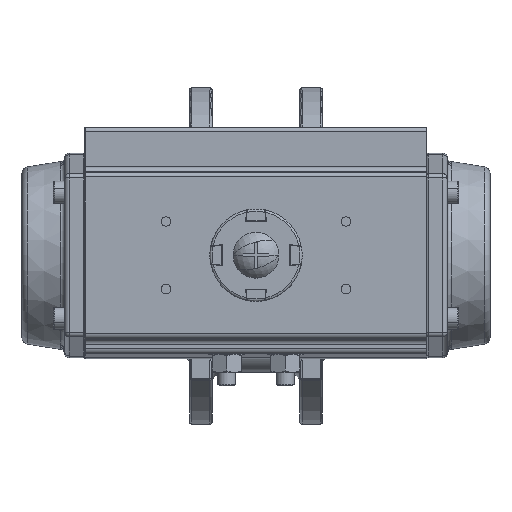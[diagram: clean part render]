
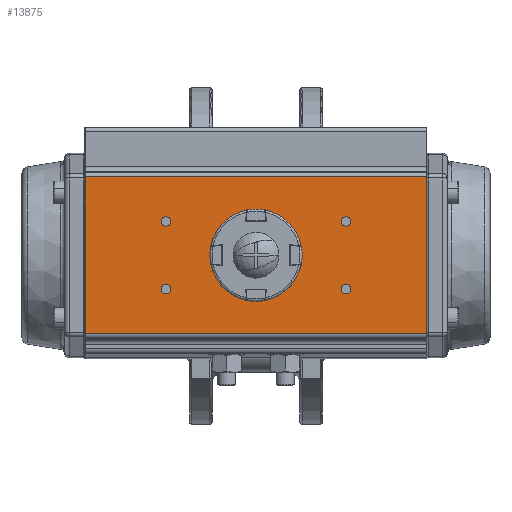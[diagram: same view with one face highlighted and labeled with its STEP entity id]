
A CAD part, top view. The second image highlights one B-rep face of the part: STEP entity #13875.
In plain terms, the highlighted planar face has unit normal (0, 0, 1).
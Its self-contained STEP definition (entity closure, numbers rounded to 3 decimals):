
#13736=CARTESIAN_POINT('',(76.,-34.843,187.));
#13737=DIRECTION('',(-0.,0.,-1.));
#13738=DIRECTION('',(-0.,1.,0.));
#13739=AXIS2_PLACEMENT_3D('',#13736,#13737,#13738);
#13740=PLANE('',#13739);
#13741=CARTESIAN_POINT('',(-37.9,-15.,187.));
#13742=VERTEX_POINT('',#13741);
#13743=CARTESIAN_POINT('',(-42.1,-15.,187.));
#13744=VERTEX_POINT('',#13743);
#13745=CARTESIAN_POINT('',(-40.,-15.,187.));
#13746=DIRECTION('',(0.,0.,1.));
#13747=DIRECTION('',(1.,0.,-0.));
#13748=AXIS2_PLACEMENT_3D('',#13745,#13746,#13747);
#13749=CIRCLE('',#13748,2.1);
#13750=EDGE_CURVE('NONE',#13742,#13744,#13749,.T.);
#13751=ORIENTED_EDGE('',*,*,#13750,.F.);
#13752=CARTESIAN_POINT('',(-40.,-15.,187.));
#13753=DIRECTION('',(0.,0.,1.));
#13754=DIRECTION('',(1.,0.,-0.));
#13755=AXIS2_PLACEMENT_3D('',#13752,#13753,#13754);
#13756=CIRCLE('',#13755,2.1);
#13757=EDGE_CURVE('NONE',#13744,#13742,#13756,.T.);
#13758=ORIENTED_EDGE('',*,*,#13757,.F.);
#13759=EDGE_LOOP('',(#13751,#13758));
#13760=FACE_BOUND('',#13759,.T.);
#13761=CARTESIAN_POINT('',(-37.9,15.,187.));
#13762=VERTEX_POINT('',#13761);
#13763=CARTESIAN_POINT('',(-42.1,15.,187.));
#13764=VERTEX_POINT('',#13763);
#13765=CARTESIAN_POINT('',(-40.,15.,187.));
#13766=DIRECTION('',(0.,0.,1.));
#13767=DIRECTION('',(1.,0.,-0.));
#13768=AXIS2_PLACEMENT_3D('',#13765,#13766,#13767);
#13769=CIRCLE('',#13768,2.1);
#13770=EDGE_CURVE('NONE',#13762,#13764,#13769,.T.);
#13771=ORIENTED_EDGE('',*,*,#13770,.F.);
#13772=CARTESIAN_POINT('',(-40.,15.,187.));
#13773=DIRECTION('',(0.,0.,1.));
#13774=DIRECTION('',(1.,0.,-0.));
#13775=AXIS2_PLACEMENT_3D('',#13772,#13773,#13774);
#13776=CIRCLE('',#13775,2.1);
#13777=EDGE_CURVE('NONE',#13764,#13762,#13776,.T.);
#13778=ORIENTED_EDGE('',*,*,#13777,.F.);
#13779=EDGE_LOOP('',(#13771,#13778));
#13780=FACE_BOUND('',#13779,.T.);
#13781=CARTESIAN_POINT('',(42.1,15.,187.));
#13782=VERTEX_POINT('',#13781);
#13783=CARTESIAN_POINT('',(37.9,15.,187.));
#13784=VERTEX_POINT('',#13783);
#13785=CARTESIAN_POINT('',(40.,15.,187.));
#13786=DIRECTION('',(0.,0.,1.));
#13787=DIRECTION('',(1.,0.,-0.));
#13788=AXIS2_PLACEMENT_3D('',#13785,#13786,#13787);
#13789=CIRCLE('',#13788,2.1);
#13790=EDGE_CURVE('NONE',#13782,#13784,#13789,.T.);
#13791=ORIENTED_EDGE('',*,*,#13790,.F.);
#13792=CARTESIAN_POINT('',(40.,15.,187.));
#13793=DIRECTION('',(0.,0.,1.));
#13794=DIRECTION('',(1.,0.,-0.));
#13795=AXIS2_PLACEMENT_3D('',#13792,#13793,#13794);
#13796=CIRCLE('',#13795,2.1);
#13797=EDGE_CURVE('NONE',#13784,#13782,#13796,.T.);
#13798=ORIENTED_EDGE('',*,*,#13797,.F.);
#13799=EDGE_LOOP('',(#13791,#13798));
#13800=FACE_BOUND('',#13799,.T.);
#13801=CARTESIAN_POINT('',(42.1,-15.,187.));
#13802=VERTEX_POINT('',#13801);
#13803=CARTESIAN_POINT('',(37.9,-15.,187.));
#13804=VERTEX_POINT('',#13803);
#13805=CARTESIAN_POINT('',(40.,-15.,187.));
#13806=DIRECTION('',(0.,0.,1.));
#13807=DIRECTION('',(1.,0.,-0.));
#13808=AXIS2_PLACEMENT_3D('',#13805,#13806,#13807);
#13809=CIRCLE('',#13808,2.1);
#13810=EDGE_CURVE('NONE',#13802,#13804,#13809,.T.);
#13811=ORIENTED_EDGE('',*,*,#13810,.F.);
#13812=CARTESIAN_POINT('',(40.,-15.,187.));
#13813=DIRECTION('',(0.,0.,1.));
#13814=DIRECTION('',(1.,0.,-0.));
#13815=AXIS2_PLACEMENT_3D('',#13812,#13813,#13814);
#13816=CIRCLE('',#13815,2.1);
#13817=EDGE_CURVE('NONE',#13804,#13802,#13816,.T.);
#13818=ORIENTED_EDGE('',*,*,#13817,.F.);
#13819=EDGE_LOOP('',(#13811,#13818));
#13820=FACE_BOUND('',#13819,.T.);
#13821=CARTESIAN_POINT('',(75.845,34.843,187.));
#13822=VERTEX_POINT('',#13821);
#13823=CARTESIAN_POINT('',(-75.845,34.843,187.));
#13824=VERTEX_POINT('',#13823);
#13825=CARTESIAN_POINT('',(75.845,34.843,187.));
#13826=DIRECTION('',(-1.,-0.,0.));
#13827=VECTOR('',#13826,151.689);
#13828=LINE('',#13825,#13827);
#13829=EDGE_CURVE('',#13822,#13824,#13828,.T.);
#13830=ORIENTED_EDGE('',*,*,#13829,.T.);
#13831=CARTESIAN_POINT('',(-75.845,-34.843,187.));
#13832=VERTEX_POINT('',#13831);
#13833=CARTESIAN_POINT('',(-75.845,34.843,187.));
#13834=DIRECTION('',(0.,-1.,-0.));
#13835=VECTOR('',#13834,69.686);
#13836=LINE('',#13833,#13835);
#13837=EDGE_CURVE('',#13824,#13832,#13836,.T.);
#13838=ORIENTED_EDGE('',*,*,#13837,.T.);
#13839=CARTESIAN_POINT('',(75.845,-34.843,187.));
#13840=VERTEX_POINT('',#13839);
#13841=CARTESIAN_POINT('',(75.845,-34.843,187.));
#13842=DIRECTION('',(-1.,-0.,0.));
#13843=VECTOR('',#13842,151.689);
#13844=LINE('',#13841,#13843);
#13845=EDGE_CURVE('',#13840,#13832,#13844,.T.);
#13846=ORIENTED_EDGE('',*,*,#13845,.F.);
#13847=CARTESIAN_POINT('',(75.845,-34.843,187.));
#13848=DIRECTION('',(-0.,1.,0.));
#13849=VECTOR('',#13848,69.686);
#13850=LINE('',#13847,#13849);
#13851=EDGE_CURVE('',#13840,#13822,#13850,.T.);
#13852=ORIENTED_EDGE('',*,*,#13851,.T.);
#13853=EDGE_LOOP('',(#13830,#13838,#13846,#13852));
#13854=FACE_BOUND('',#13853,.T.);
#13855=CARTESIAN_POINT('',(-9.,0.,187.));
#13856=VERTEX_POINT('',#13855);
#13857=CARTESIAN_POINT('',(9.,0.,187.));
#13858=VERTEX_POINT('',#13857);
#13859=CARTESIAN_POINT('',(0.,0.,187.));
#13860=DIRECTION('',(-0.,0.,-1.));
#13861=DIRECTION('',(1.,0.,-0.));
#13862=AXIS2_PLACEMENT_3D('',#13859,#13860,#13861);
#13863=CIRCLE('',#13862,9.);
#13864=EDGE_CURVE('',#13856,#13858,#13863,.T.);
#13865=ORIENTED_EDGE('',*,*,#13864,.T.);
#13866=CARTESIAN_POINT('',(0.,0.,187.));
#13867=DIRECTION('',(-0.,0.,-1.));
#13868=DIRECTION('',(1.,0.,-0.));
#13869=AXIS2_PLACEMENT_3D('',#13866,#13867,#13868);
#13870=CIRCLE('',#13869,9.);
#13871=EDGE_CURVE('',#13858,#13856,#13870,.T.);
#13872=ORIENTED_EDGE('',*,*,#13871,.T.);
#13873=EDGE_LOOP('',(#13865,#13872));
#13874=FACE_BOUND('',#13873,.T.);
#13875=ADVANCED_FACE('',(#13760,#13780,#13800,#13820,#13854,#13874),#13740,.F.);
